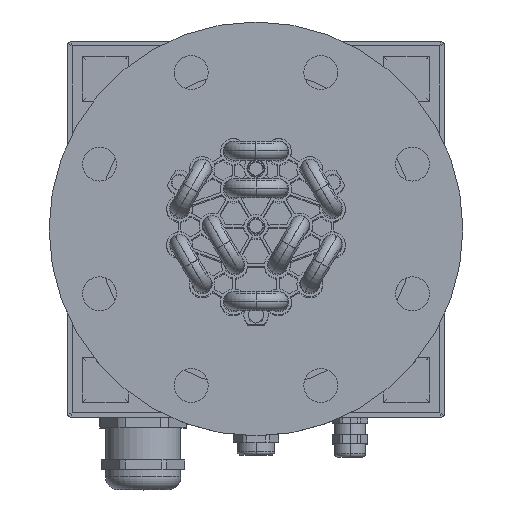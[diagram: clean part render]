
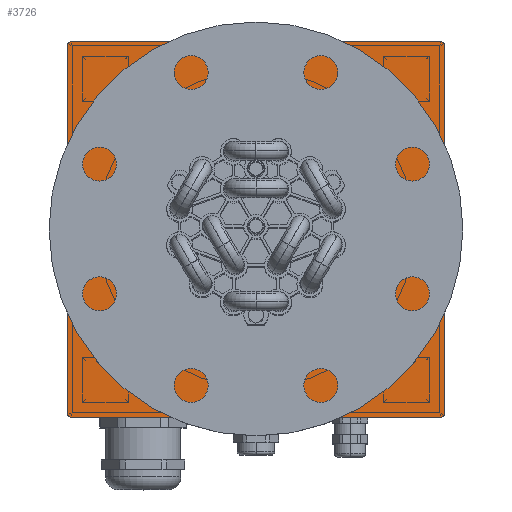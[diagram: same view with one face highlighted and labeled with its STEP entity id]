
A CAD part, top view. The second image highlights one B-rep face of the part: STEP entity #3726.
In plain terms, the highlighted face is planar.
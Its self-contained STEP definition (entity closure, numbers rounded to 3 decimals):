
#853 = EDGE_CURVE ( 'NONE', #38590, #10321, #12070, .T. ) ;
#1004 = EDGE_CURVE ( 'NONE', #4828, #21371, #3604, .T. ) ;
#2886 = FACE_OUTER_BOUND ( 'NONE', #26327, .T. ) ;
#3604 = LINE ( 'NONE', #16524, #31406 ) ;
#3726 = ADVANCED_FACE ( 'NONE', ( #12834, #2886 ), #18560, .T. ) ;
#3819 = DIRECTION ( 'NONE',  ( 0., 1., 0. ) ) ;
#4159 = ORIENTED_EDGE ( 'NONE', *, *, #13862, .F. ) ;
#4195 = DIRECTION ( 'NONE',  ( 1., 0., 0. ) ) ;
#4371 = CARTESIAN_POINT ( 'NONE',  ( 100., -98., -4. ) ) ;
#4479 = CARTESIAN_POINT ( 'NONE',  ( -98., 98., -4. ) ) ;
#4828 = VERTEX_POINT ( 'NONE', #21343 ) ;
#6101 = DIRECTION ( 'NONE',  ( 0., 0., 1. ) ) ;
#6346 = VECTOR ( 'NONE', #3819, 1000. ) ;
#6871 = AXIS2_PLACEMENT_3D ( 'NONE', #4479, #30358, #40222 ) ;
#7554 = CARTESIAN_POINT ( 'NONE',  ( -58.15, 0., -4. ) ) ;
#7622 = VECTOR ( 'NONE', #34855, 1000. ) ;
#8033 = DIRECTION ( 'NONE',  ( 0., 0., 1. ) ) ;
#8043 = VERTEX_POINT ( 'NONE', #38499 ) ;
#8223 = CIRCLE ( 'NONE', #6871, 2. ) ;
#8801 = EDGE_CURVE ( 'NONE', #39858, #38590, #8223, .T. ) ;
#9182 = ORIENTED_EDGE ( 'NONE', *, *, #853, .F. ) ;
#10321 = VERTEX_POINT ( 'NONE', #28989 ) ;
#11360 = CIRCLE ( 'NONE', #26278, 58.15 ) ;
#11913 = AXIS2_PLACEMENT_3D ( 'NONE', #14418, #8033, #17998 ) ;
#12070 = LINE ( 'NONE', #21833, #7622 ) ;
#12438 = AXIS2_PLACEMENT_3D ( 'NONE', #22427, #6101, #12476 ) ;
#12476 = DIRECTION ( 'NONE',  ( 1., 0., 0. ) ) ;
#12743 = ORIENTED_EDGE ( 'NONE', *, *, #13165, .F. ) ;
#12834 = FACE_BOUND ( 'NONE', #29115, .T. ) ;
#13165 = EDGE_CURVE ( 'NONE', #28646, #8043, #33555, .T. ) ;
#13636 = VERTEX_POINT ( 'NONE', #7554 ) ;
#13724 = VERTEX_POINT ( 'NONE', #14965 ) ;
#13844 = AXIS2_PLACEMENT_3D ( 'NONE', #30472, #27297, #40339 ) ;
#13862 = EDGE_CURVE ( 'NONE', #10321, #4828, #20612, .T. ) ;
#14418 = CARTESIAN_POINT ( 'NONE',  ( 98., 98., -4. ) ) ;
#14729 = EDGE_CURVE ( 'NONE', #21371, #28646, #26659, .T. ) ;
#14965 = CARTESIAN_POINT ( 'NONE',  ( 98., 100., -4. ) ) ;
#16212 = EDGE_CURVE ( 'NONE', #13636, #27550, #17242, .T. ) ;
#16524 = CARTESIAN_POINT ( 'NONE',  ( -98., -100., -4. ) ) ;
#17242 = CIRCLE ( 'NONE', #17930, 58.15 ) ;
#17297 = CIRCLE ( 'NONE', #11913, 2. ) ;
#17531 = CARTESIAN_POINT ( 'NONE',  ( -100., 98., -4. ) ) ;
#17930 = AXIS2_PLACEMENT_3D ( 'NONE', #33308, #30092, #4195 ) ;
#17998 = DIRECTION ( 'NONE',  ( -1., 0., 0. ) ) ;
#18323 = DIRECTION ( 'NONE',  ( 0., 0., 1. ) ) ;
#18560 = PLANE ( 'NONE',  #33001 ) ;
#20324 = EDGE_CURVE ( 'NONE', #8043, #13724, #17297, .T. ) ;
#20612 = CIRCLE ( 'NONE', #13844, 2. ) ;
#21343 = CARTESIAN_POINT ( 'NONE',  ( -98., -100., -4. ) ) ;
#21371 = VERTEX_POINT ( 'NONE', #40455 ) ;
#21530 = ORIENTED_EDGE ( 'NONE', *, *, #22123, .T. ) ;
#21833 = CARTESIAN_POINT ( 'NONE',  ( -100., 98., -4. ) ) ;
#21980 = CARTESIAN_POINT ( 'NONE',  ( -98., 100., -4. ) ) ;
#22123 = EDGE_CURVE ( 'NONE', #27550, #13636, #11360, .T. ) ;
#22163 = CARTESIAN_POINT ( 'NONE',  ( 98., 98., -4. ) ) ;
#22427 = CARTESIAN_POINT ( 'NONE',  ( 98., -98., -4. ) ) ;
#22818 = LINE ( 'NONE', #35440, #40756 ) ;
#23038 = DIRECTION ( 'NONE',  ( -1., 0., 0. ) ) ;
#23683 = ORIENTED_EDGE ( 'NONE', *, *, #28502, .F. ) ;
#23730 = CARTESIAN_POINT ( 'NONE',  ( 100., 98., -4. ) ) ;
#25337 = CARTESIAN_POINT ( 'NONE',  ( 0., 0., -4. ) ) ;
#26278 = AXIS2_PLACEMENT_3D ( 'NONE', #25337, #18323, #41340 ) ;
#26327 = EDGE_LOOP ( 'NONE', ( #27875, #12743, #34550, #40729, #4159, #9182, #38752, #23683 ) ) ;
#26659 = CIRCLE ( 'NONE', #12438, 2. ) ;
#27297 = DIRECTION ( 'NONE',  ( 0., 0., 1. ) ) ;
#27330 = DIRECTION ( 'NONE',  ( 1., 0., 0. ) ) ;
#27550 = VERTEX_POINT ( 'NONE', #31790 ) ;
#27875 = ORIENTED_EDGE ( 'NONE', *, *, #20324, .F. ) ;
#28502 = EDGE_CURVE ( 'NONE', #13724, #39858, #22818, .T. ) ;
#28646 = VERTEX_POINT ( 'NONE', #4371 ) ;
#28989 = CARTESIAN_POINT ( 'NONE',  ( -100., -98., -4. ) ) ;
#29115 = EDGE_LOOP ( 'NONE', ( #21530, #32429 ) ) ;
#30092 = DIRECTION ( 'NONE',  ( 0., 0., 1. ) ) ;
#30358 = DIRECTION ( 'NONE',  ( 0., 0., 1. ) ) ;
#30472 = CARTESIAN_POINT ( 'NONE',  ( -98., -98., -4. ) ) ;
#31406 = VECTOR ( 'NONE', #27330, 1000. ) ;
#31790 = CARTESIAN_POINT ( 'NONE',  ( 58.15, 0., -4. ) ) ;
#32397 = DIRECTION ( 'NONE',  ( 0., 0., -1. ) ) ;
#32429 = ORIENTED_EDGE ( 'NONE', *, *, #16212, .T. ) ;
#33001 = AXIS2_PLACEMENT_3D ( 'NONE', #22163, #32397, #41794 ) ;
#33308 = CARTESIAN_POINT ( 'NONE',  ( 0., 0., -4. ) ) ;
#33555 = LINE ( 'NONE', #23730, #6346 ) ;
#34550 = ORIENTED_EDGE ( 'NONE', *, *, #14729, .F. ) ;
#34855 = DIRECTION ( 'NONE',  ( 0., -1., 0. ) ) ;
#35440 = CARTESIAN_POINT ( 'NONE',  ( -98., 100., -4. ) ) ;
#38499 = CARTESIAN_POINT ( 'NONE',  ( 100., 98., -4. ) ) ;
#38590 = VERTEX_POINT ( 'NONE', #17531 ) ;
#38752 = ORIENTED_EDGE ( 'NONE', *, *, #8801, .F. ) ;
#39858 = VERTEX_POINT ( 'NONE', #21980 ) ;
#40222 = DIRECTION ( 'NONE',  ( 1., 0., 0. ) ) ;
#40339 = DIRECTION ( 'NONE',  ( 1., 0., 0. ) ) ;
#40455 = CARTESIAN_POINT ( 'NONE',  ( 98., -100., -4. ) ) ;
#40729 = ORIENTED_EDGE ( 'NONE', *, *, #1004, .F. ) ;
#40756 = VECTOR ( 'NONE', #23038, 1000. ) ;
#41340 = DIRECTION ( 'NONE',  ( 1., 0., 0. ) ) ;
#41794 = DIRECTION ( 'NONE',  ( -1., 0., 0. ) ) ;
